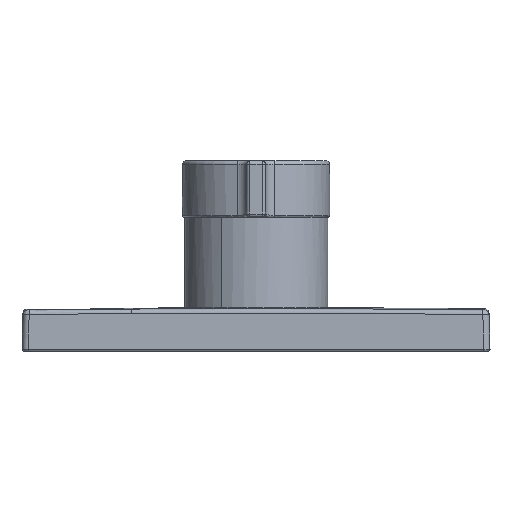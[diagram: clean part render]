
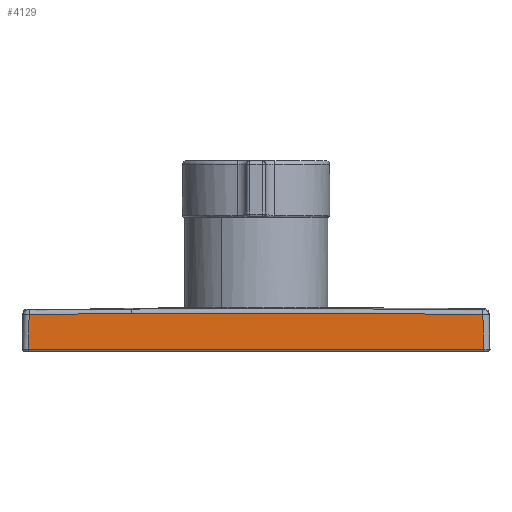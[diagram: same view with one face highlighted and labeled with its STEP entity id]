
A CAD part, front view. The second image highlights one B-rep face of the part: STEP entity #4129.
In plain terms, the highlighted planar face has unit normal (0, -1, 0.026).
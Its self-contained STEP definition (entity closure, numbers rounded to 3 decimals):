
#211 = CARTESIAN_POINT ( 'NONE',  ( 0.602, 85.455, 212.421 ) ) ;
#299 = VECTOR ( 'NONE', #1767, 1000. ) ;
#312 = LINE ( 'NONE', #1750, #299 ) ;
#419 = CARTESIAN_POINT ( 'NONE',  ( 145.991, 85.455, 212.421 ) ) ;
#685 = CIRCLE ( 'NONE', #3373, 6393.977 ) ;
#744 = EDGE_CURVE ( 'NONE', #1978, #2717, #685, .T. ) ;
#932 = VERTEX_POINT ( 'NONE', #419 ) ;
#957 = DIRECTION ( 'NONE',  ( -0.011, 0.026, 1. ) ) ;
#961 = DIRECTION ( 'NONE',  ( 0., 1., -0.026 ) ) ;
#970 = CARTESIAN_POINT ( 'NONE',  ( 73.296, -81.909, -6178.951 ) ) ;
#1054 = FACE_OUTER_BOUND ( 'NONE', #1436, .T. ) ;
#1276 = AXIS2_PLACEMENT_3D ( 'NONE', #4029, #4021, #4015 ) ;
#1436 = EDGE_LOOP ( 'NONE', ( #1783, #3503, #3558, #4101, #2505 ) ) ;
#1581 = CARTESIAN_POINT ( 'NONE',  ( 73.296, 85.162, 201.227 ) ) ;
#1750 = CARTESIAN_POINT ( 'NONE',  ( 146.137, 85.308, 206.824 ) ) ;
#1767 = DIRECTION ( 'NONE',  ( 0.026, -0.026, -0.999 ) ) ;
#1783 = ORIENTED_EDGE ( 'NONE', *, *, #1875, .F. ) ;
#1875 = EDGE_CURVE ( 'NONE', #3843, #3361, #4007, .T. ) ;
#1978 = VERTEX_POINT ( 'NONE', #211 ) ;
#2300 = DIRECTION ( 'NONE',  ( -1., 0., 0. ) ) ;
#2338 = CARTESIAN_POINT ( 'NONE',  ( 73.296, 85.148, 200.714 ) ) ;
#2350 = PLANE ( 'NONE',  #3194 ) ;
#2505 = ORIENTED_EDGE ( 'NONE', *, *, #3145, .F. ) ;
#2619 = VECTOR ( 'NONE', #3548, 1000. ) ;
#2685 = LINE ( 'NONE', #3561, #2619 ) ;
#2717 = VERTEX_POINT ( 'NONE', #4658 ) ;
#2853 = CARTESIAN_POINT ( 'NONE',  ( 0.309, 85.162, 201.227 ) ) ;
#2909 = EDGE_CURVE ( 'NONE', #2717, #932, #3013, .T. ) ;
#3013 = CIRCLE ( 'NONE', #1276, 6394.014 ) ;
#3128 = DIRECTION ( 'NONE',  ( -1., 0., 0. ) ) ;
#3145 = EDGE_CURVE ( 'NONE', #3361, #1978, #2685, .T. ) ;
#3194 = AXIS2_PLACEMENT_3D ( 'NONE', #2338, #3208, #2300 ) ;
#3208 = DIRECTION ( 'NONE',  ( 0., -1., 0.026 ) ) ;
#3361 = VERTEX_POINT ( 'NONE', #2853 ) ;
#3373 = AXIS2_PLACEMENT_3D ( 'NONE', #970, #961, #957 ) ;
#3503 = ORIENTED_EDGE ( 'NONE', *, *, #4590, .F. ) ;
#3548 = DIRECTION ( 'NONE',  ( 0.026, 0.026, 0.999 ) ) ;
#3558 = ORIENTED_EDGE ( 'NONE', *, *, #2909, .F. ) ;
#3561 = CARTESIAN_POINT ( 'NONE',  ( 0.456, 85.308, 206.824 ) ) ;
#3843 = VERTEX_POINT ( 'NONE', #4285 ) ;
#3922 = VECTOR ( 'NONE', #3128, 1000. ) ;
#4007 = LINE ( 'NONE', #1581, #3922 ) ;
#4015 = DIRECTION ( 'NONE',  ( -0.006, 0.026, 1. ) ) ;
#4021 = DIRECTION ( 'NONE',  ( 0., 1., -0.026 ) ) ;
#4029 = CARTESIAN_POINT ( 'NONE',  ( 73.296, -81.91, -6178.989 ) ) ;
#4101 = ORIENTED_EDGE ( 'NONE', *, *, #744, .F. ) ;
#4129 = ADVANCED_FACE ( 'NONE', ( #1054 ), #2350, .T. ) ;
#4285 = CARTESIAN_POINT ( 'NONE',  ( 146.284, 85.162, 201.227 ) ) ;
#4590 = EDGE_CURVE ( 'NONE', #932, #3843, #312, .T. ) ;
#4658 = CARTESIAN_POINT ( 'NONE',  ( 33.315, 85.463, 212.709 ) ) ;
